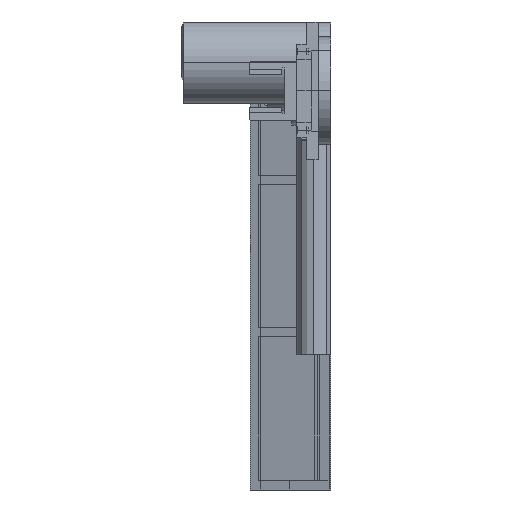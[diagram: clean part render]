
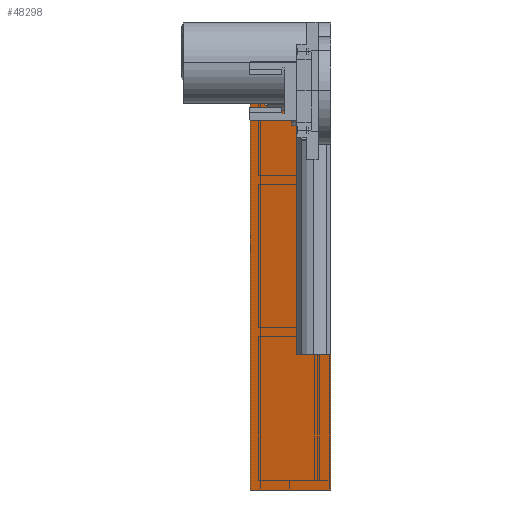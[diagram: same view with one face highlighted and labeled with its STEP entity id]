
A CAD part, left-side view. The second image highlights one B-rep face of the part: STEP entity #48298.
In plain terms, the highlighted planar face has unit normal (-0.966, 0.259, 0).
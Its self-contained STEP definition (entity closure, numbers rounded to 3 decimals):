
#46445=DIRECTION('',(-0.259,-0.966,0.));
#46446=VECTOR('',#46445,84.893);
#46447=CARTESIAN_POINT('',(-70.,82.,0.));
#46448=LINE('',#46447,#46446);
#46607=DIRECTION('',(-0.259,-0.966,0.));
#46608=VECTOR('',#46607,84.893);
#46609=CARTESIAN_POINT('',(-70.,82.,476.));
#46610=LINE('',#46609,#46608);
#46639=DIRECTION('',(0.,0.,1.));
#46640=VECTOR('',#46639,476.);
#46641=CARTESIAN_POINT('',(-91.972,0.,0.));
#46642=LINE('',#46641,#46640);
#46915=DIRECTION('',(0.,0.,1.));
#46916=VECTOR('',#46915,476.);
#46917=CARTESIAN_POINT('',(-70.,82.,0.));
#46918=LINE('',#46917,#46916);
#47369=CARTESIAN_POINT('',(-70.,82.,0.));
#47370=CARTESIAN_POINT('',(-91.972,0.,0.));
#47371=VERTEX_POINT('',#47369);
#47372=VERTEX_POINT('',#47370);
#47377=CARTESIAN_POINT('',(-70.,82.,476.));
#47378=CARTESIAN_POINT('',(-91.972,0.,476.));
#47379=VERTEX_POINT('',#47377);
#47380=VERTEX_POINT('',#47378);
#48287=CARTESIAN_POINT('',(-70.,82.,0.));
#48288=DIRECTION('',(-0.966,0.259,0.));
#48289=DIRECTION('',(-0.259,-0.966,0.));
#48290=AXIS2_PLACEMENT_3D('',#48287,#48288,#48289);
#48291=PLANE('',#48290);
#48292=ORIENTED_EDGE('',*,*,#47660,.F.);
#48293=ORIENTED_EDGE('',*,*,#48254,.T.);
#48294=ORIENTED_EDGE('',*,*,#47825,.T.);
#48295=ORIENTED_EDGE('',*,*,#47854,.F.);
#48296=EDGE_LOOP('',(#48292,#48293,#48294,#48295));
#48297=FACE_OUTER_BOUND('',#48296,.F.);
#47660=EDGE_CURVE('',#47371,#47372,#46448,.T.);
#47825=EDGE_CURVE('',#47379,#47380,#46610,.T.);
#47854=EDGE_CURVE('',#47372,#47380,#46642,.T.);
#48254=EDGE_CURVE('',#47371,#47379,#46918,.T.);
#48298=ADVANCED_FACE('',(#48297),#48291,.T.);
